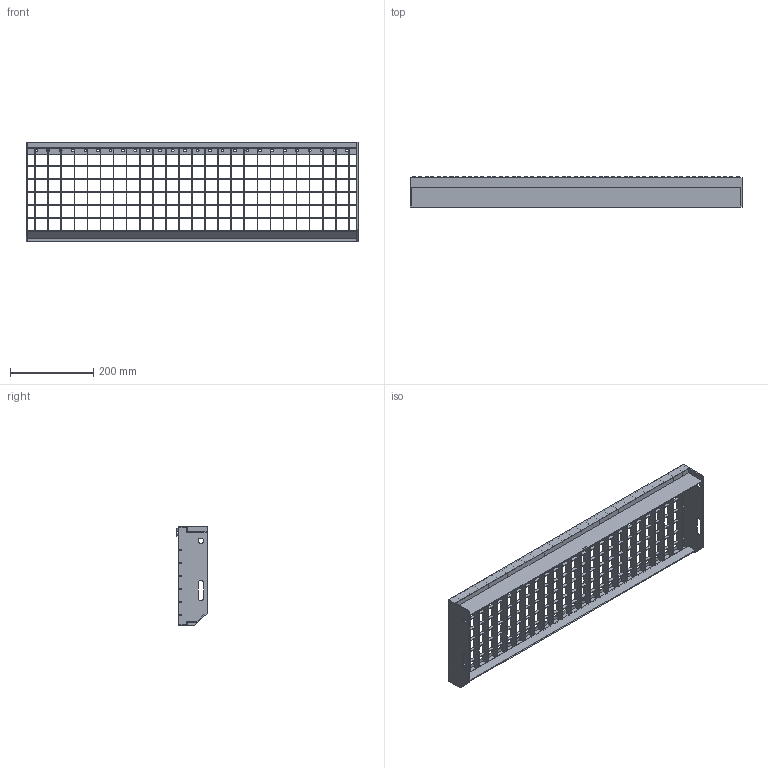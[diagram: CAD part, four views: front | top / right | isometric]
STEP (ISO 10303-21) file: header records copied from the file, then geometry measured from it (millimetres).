
FILE_DESCRIPTION (( 'STEP AP203' ), '1' );
FILE_NAME ('40.802430.7.step', '2015-10-04T07:13:36', ( '' ), ( '' ), 'SwSTEP 2.0', 'SolidWorks 2015', '' );
FILE_SCHEMA (( 'CONFIG_CONTROL_DESIGN' ));
Length unit declared in the file: millimetre
Products named in the file (1): 40.802430.7
Bounding box: 800 x 72.67 x 240 mm (x, y, z)
Volume: 639094.1 mm3; surface area: 729351.8 mm2
Topology: 23 solids, 23 shells, 806 faces, 2054 edges, 1352 vertices
Faces by surface type: plane 487, cylinder 116, cone 106, bspline 97
Entity records: 30177 total; most frequent: CARTESIAN_POINT 10558, ORIENTED_EDGE 4108, DIRECTION 3740, EDGE_CURVE 2054, VECTOR 1400, LINE 1400, VERTEX_POINT 1352, AXIS2_PLACEMENT_3D 1170
